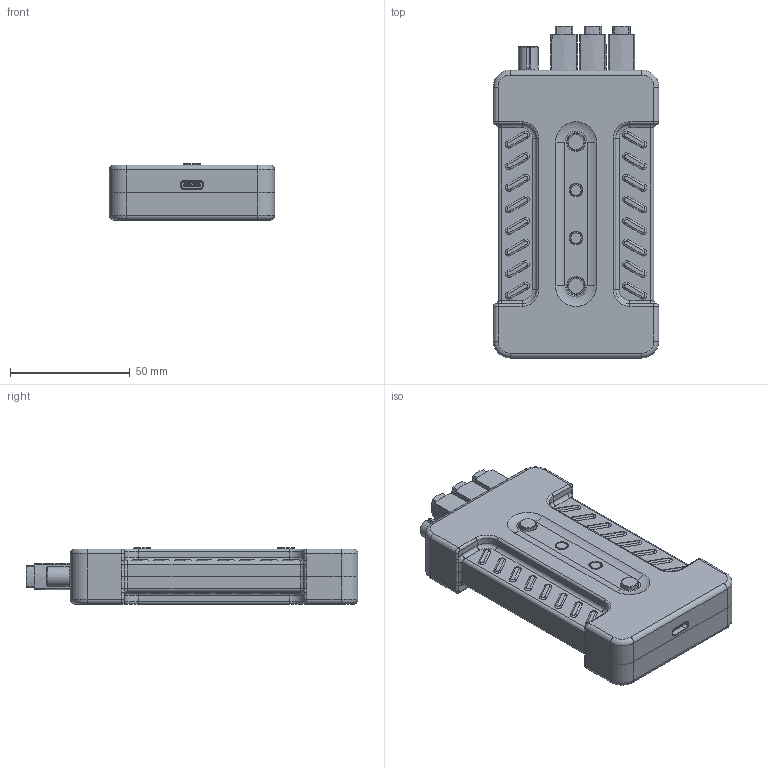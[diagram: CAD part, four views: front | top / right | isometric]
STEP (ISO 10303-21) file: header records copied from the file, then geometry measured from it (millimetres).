
FILE_DESCRIPTION (( 'STEP AP214' ), '1' );
FILE_NAME ('POC-CDR-M12.STEP', '2025-08-26T19:36:33', ( '' ), ( '' ), 'SwSTEP 2.0', 'SolidWorks 2024', '' );
FILE_SCHEMA (( 'AUTOMOTIVE_DESIGN' ));
Length unit declared in the file: inch
Products named in the file (1): POC-CDR-M12
Bounding box: 69 x 138.48 x 23.5 mm (x, y, z)
Volume: 164033.5 mm3; surface area: 26875.8 mm2
Topology: 1 solids, 1 shells, 517 faces, 1258 edges, 804 vertices
Faces by surface type: cylinder 197, plane 148, torus 111, cone 34, bspline 24, sphere 3
Full cylindrical faces by diameter (mm): 1.25 x5, 8.2 x1
Entity records: 16688 total; most frequent: CARTESIAN_POINT 4583, DIRECTION 2611, ORIENTED_EDGE 2450, EDGE_CURVE 1225, AXIS2_PLACEMENT_3D 1064, VERTEX_POINT 794, EDGE_LOOP 601, CIRCLE 570
